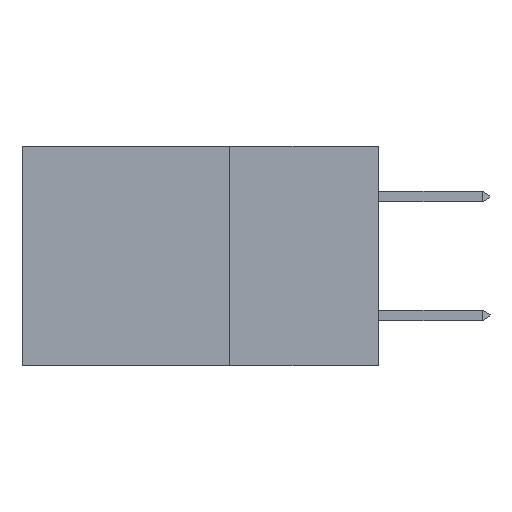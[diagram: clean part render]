
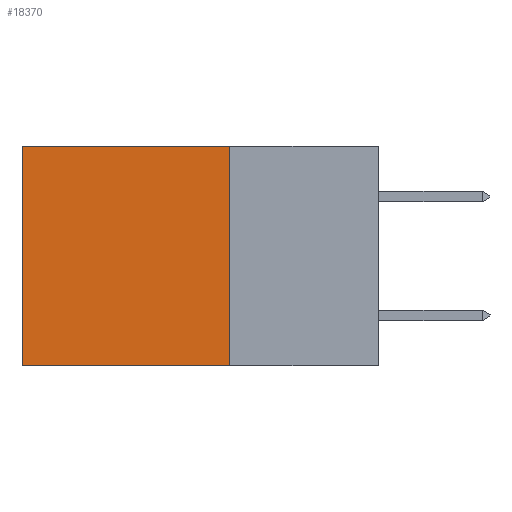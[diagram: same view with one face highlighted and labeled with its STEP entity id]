
A CAD part, left-side view. The second image highlights one B-rep face of the part: STEP entity #18370.
In plain terms, the highlighted planar face has unit normal (-1, 0, 0).
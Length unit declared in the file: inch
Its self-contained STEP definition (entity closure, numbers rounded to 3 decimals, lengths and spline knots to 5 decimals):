
#897 = ORIENTED_EDGE ( 'NONE', *, *, #19103, .T. ) ;
#997 = AXIS2_PLACEMENT_3D ( 'NONE', #24536, #10902, #26778 ) ;
#1884 = EDGE_CURVE ( 'NONE', #19019, #9375, #14804, .T. ) ;
#2461 = ORIENTED_EDGE ( 'NONE', *, *, #1884, .F. ) ;
#3173 = DIRECTION ( 'NONE',  ( 0., 0., -1. ) ) ;
#5313 = LINE ( 'NONE', #25782, #28710 ) ;
#5787 = EDGE_LOOP ( 'NONE', ( #897, #2461, #18197, #13201 ) ) ;
#6000 = LINE ( 'NONE', #21547, #11320 ) ;
#6340 = PLANE ( 'NONE',  #997 ) ;
#6653 = DIRECTION ( 'NONE',  ( 0., 1., 0. ) ) ;
#7118 = VECTOR ( 'NONE', #6653, 39.37008 ) ;
#9187 = CARTESIAN_POINT ( 'NONE',  ( 0.298, 0.6, -0.37 ) ) ;
#9375 = VERTEX_POINT ( 'NONE', #9187 ) ;
#10902 = DIRECTION ( 'NONE',  ( 1., 0., 0. ) ) ;
#11320 = VECTOR ( 'NONE', #14680, 39.37008 ) ;
#12111 = DIRECTION ( 'NONE',  ( 0., 1., 0. ) ) ;
#12599 = CARTESIAN_POINT ( 'NONE',  ( 0.298, 0.25, -0.37 ) ) ;
#13103 = VERTEX_POINT ( 'NONE', #19489 ) ;
#13201 = ORIENTED_EDGE ( 'NONE', *, *, #13353, .T. ) ;
#13353 = EDGE_CURVE ( 'NONE', #23885, #13103, #19932, .T. ) ;
#13508 = CARTESIAN_POINT ( 'NONE',  ( 0.298, 0.25, 0. ) ) ;
#14680 = DIRECTION ( 'NONE',  ( 0., 0., -1. ) ) ;
#14804 = LINE ( 'NONE', #12599, #17983 ) ;
#16667 = CARTESIAN_POINT ( 'NONE',  ( 0.298, 0.25, 0. ) ) ;
#17983 = VECTOR ( 'NONE', #12111, 39.37008 ) ;
#18197 = ORIENTED_EDGE ( 'NONE', *, *, #29113, .F. ) ;
#18370 = ADVANCED_FACE ( 'NONE', ( #24136 ), #6340, .F. ) ;
#19019 = VERTEX_POINT ( 'NONE', #23443 ) ;
#19103 = EDGE_CURVE ( 'NONE', #13103, #9375, #6000, .T. ) ;
#19489 = CARTESIAN_POINT ( 'NONE',  ( 0.298, 0.6, 0. ) ) ;
#19932 = LINE ( 'NONE', #13508, #7118 ) ;
#21547 = CARTESIAN_POINT ( 'NONE',  ( 0.298, 0.6, 0. ) ) ;
#23443 = CARTESIAN_POINT ( 'NONE',  ( 0.298, 0.25, -0.37 ) ) ;
#23885 = VERTEX_POINT ( 'NONE', #16667 ) ;
#24136 = FACE_OUTER_BOUND ( 'NONE', #5787, .T. ) ;
#24536 = CARTESIAN_POINT ( 'NONE',  ( 0.298, 0.25, 0. ) ) ;
#25782 = CARTESIAN_POINT ( 'NONE',  ( 0.298, 0.25, 0. ) ) ;
#26778 = DIRECTION ( 'NONE',  ( 0., 0., -1. ) ) ;
#28710 = VECTOR ( 'NONE', #3173, 39.37008 ) ;
#29113 = EDGE_CURVE ( 'NONE', #23885, #19019, #5313, .T. ) ;
